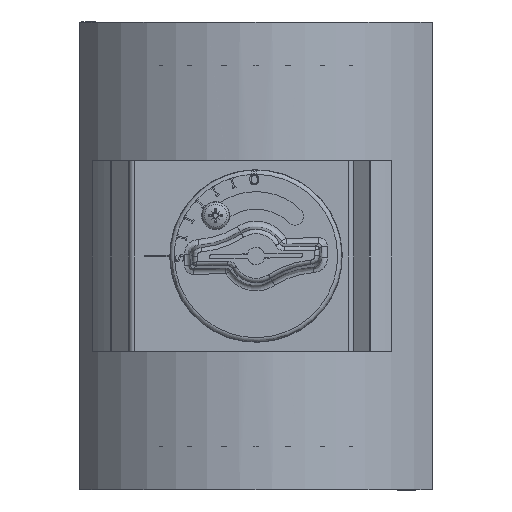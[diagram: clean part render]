
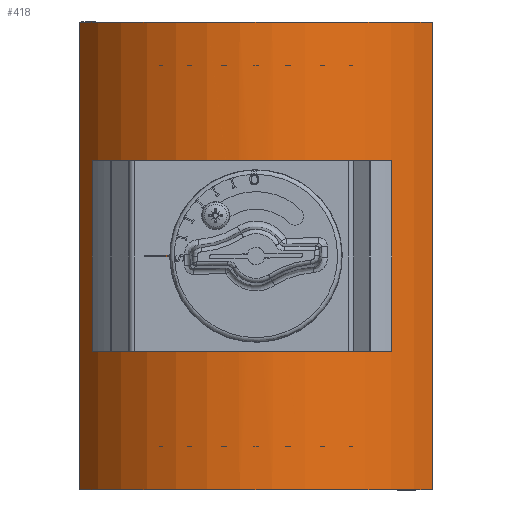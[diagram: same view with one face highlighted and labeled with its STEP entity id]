
A CAD part, left-side view. The second image highlights one B-rep face of the part: STEP entity #418.
In plain terms, the highlighted cylindrical face has radius 69.4 mm (diameter 138.8 mm), a partial arc.
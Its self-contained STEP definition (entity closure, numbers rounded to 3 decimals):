
#219=CARTESIAN_POINT('',(-69.4,0.,6.));
#220=VERTEX_POINT('',#219);
#228=CARTESIAN_POINT('',(-69.4,0.,6.));
#229=CARTESIAN_POINT('',(-69.4,-1.734,6.));
#230=CARTESIAN_POINT('',(-69.323,-3.452,5.217));
#231=CARTESIAN_POINT('',(-69.249,-4.58,3.911));
#232=CARTESIAN_POINT('',(-69.175,-5.697,2.619));
#233=CARTESIAN_POINT('',(-69.121,-6.218,0.837));
#234=CARTESIAN_POINT('',(-69.142,-5.975,-0.851));
#235=CARTESIAN_POINT('',(-69.163,-5.732,-2.542));
#236=CARTESIAN_POINT('',(-69.254,-4.726,-4.109));
#237=CARTESIAN_POINT('',(-69.322,-3.283,-5.037));
#238=CARTESIAN_POINT('',(-69.39,-1.858,-5.954));
#239=CARTESIAN_POINT('',(-69.419,-0.031,-6.233));
#240=CARTESIAN_POINT('',(-69.381,1.607,-5.784));
#241=CARTESIAN_POINT('',(-69.343,3.273,-5.328));
#242=CARTESIAN_POINT('',(-69.244,4.713,-4.125));
#243=CARTESIAN_POINT('',(-69.185,5.453,-2.576));
#244=CARTESIAN_POINT('',(-69.128,6.184,-1.045));
#245=CARTESIAN_POINT('',(-69.124,6.221,0.798));
#246=CARTESIAN_POINT('',(-69.178,5.552,2.357));
#247=CARTESIAN_POINT('',(-69.232,4.879,3.925));
#248=CARTESIAN_POINT('',(-69.331,3.502,5.179));
#249=CARTESIAN_POINT('',(-69.375,1.868,5.706));
#250=CARTESIAN_POINT('',(-69.391,1.266,5.9));
#251=CARTESIAN_POINT('',(-69.4,0.633,6.));
#252=CARTESIAN_POINT('',(-69.4,0.,6.));
#253=B_SPLINE_CURVE_WITH_KNOTS('',3,(#228,#229,#230,#231,#232,#233,#234,#235,#236,#237,#238,#239,#240,#241,#242,#243,#244,#245,#246,#247,#248,#249,#250,#251,#252),.UNSPECIFIED.,.T.,.U.,(4,3,3,3,3,3,3,3,4),(-3.142,-2.281,-1.429,-0.575,0.269,1.127,1.975,2.827,3.142),.UNSPECIFIED.);
#254=EDGE_CURVE('',#220,#220,#253,.T.);
#276=CARTESIAN_POINT('',(-34.387,60.282,80.));
#277=VERTEX_POINT('',#276);
#284=CARTESIAN_POINT('',(-34.387,-60.282,80.0));
#285=VERTEX_POINT('',#284);
#286=CARTESIAN_POINT('',(0.,0.,80.));
#287=DIRECTION('',(0.,0.,1.0));
#288=DIRECTION('',(-0.495,0.869,0.));
#289=AXIS2_PLACEMENT_3D('',#286,#287,#288);
#290=CIRCLE('',#289,69.4);
#291=EDGE_CURVE('',#277,#285,#290,.T.);
#315=CARTESIAN_POINT('',(-34.387,60.282,-80.));
#316=VERTEX_POINT('',#315);
#323=CARTESIAN_POINT('',(-34.387,60.282,-80.));
#324=DIRECTION('',(0.0,0.0,1.0));
#325=VECTOR('',#324,160.);
#326=LINE('',#323,#325);
#327=EDGE_CURVE('',#316,#277,#326,.T.);
#347=CARTESIAN_POINT('',(-34.387,-60.282,-80.));
#348=VERTEX_POINT('',#347);
#355=CARTESIAN_POINT('',(0.,0.,-80.));
#356=DIRECTION('',(0.,0.,1.0));
#357=DIRECTION('',(-0.495,0.869,0.));
#358=AXIS2_PLACEMENT_3D('',#355,#356,#357);
#359=CIRCLE('',#358,69.4);
#360=EDGE_CURVE('',#316,#348,#359,.T.);
#378=CARTESIAN_POINT('',(-34.387,-60.282,-80.));
#379=DIRECTION('',(0.0,0.0,1.0));
#380=VECTOR('',#379,160.0);
#381=LINE('',#378,#380);
#382=EDGE_CURVE('',#348,#285,#381,.T.);
#404=CARTESIAN_POINT('',(0.,0.,0.));
#405=DIRECTION('',(0.,0.,1.0));
#406=DIRECTION('',(-0.495,0.869,0.));
#407=AXIS2_PLACEMENT_3D('',#404,#405,#406);
#408=CYLINDRICAL_SURFACE('',#407,69.4);
#409=ORIENTED_EDGE('',*,*,#254,.T.);
#410=EDGE_LOOP('',(#409));
#411=FACE_OUTER_BOUND('',#410,.T.);
#412=ORIENTED_EDGE('',*,*,#382,.T.);
#413=ORIENTED_EDGE('',*,*,#291,.F.);
#414=ORIENTED_EDGE('',*,*,#327,.F.);
#415=ORIENTED_EDGE('',*,*,#360,.T.);
#416=EDGE_LOOP('',(#412,#413,#414,#415));
#417=FACE_BOUND('',#416,.T.);
#418=ADVANCED_FACE('',(#411,#417),#408,.T.);
